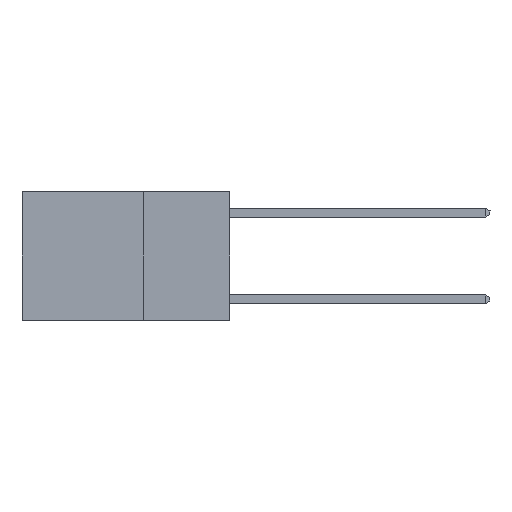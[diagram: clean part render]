
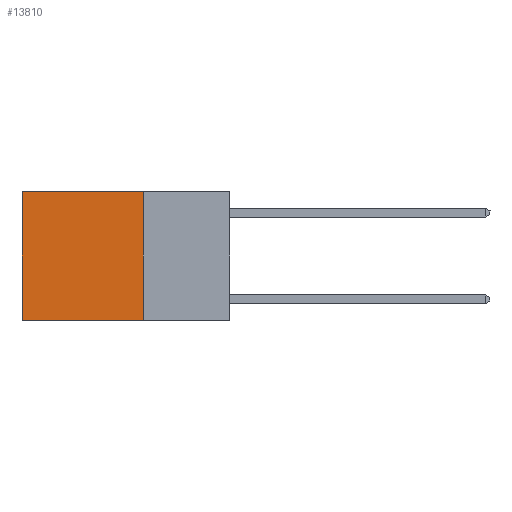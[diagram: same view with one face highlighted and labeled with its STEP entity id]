
A CAD part, left-side view. The second image highlights one B-rep face of the part: STEP entity #13810.
In plain terms, the highlighted planar face has unit normal (-1, 0, 0).
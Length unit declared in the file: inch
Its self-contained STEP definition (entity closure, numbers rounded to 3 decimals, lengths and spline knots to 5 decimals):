
#842 = PLANE ( 'NONE',  #20486 ) ;
#1036 = ORIENTED_EDGE ( 'NONE', *, *, #14861, .T. ) ;
#1194 = ORIENTED_EDGE ( 'NONE', *, *, #12221, .F. ) ;
#1275 = DIRECTION ( 'NONE',  ( 0., 0., -1. ) ) ;
#1337 = CARTESIAN_POINT ( 'NONE',  ( 0.2625, 0.25, 0. ) ) ;
#3051 = DIRECTION ( 'NONE',  ( 0., 0., -1. ) ) ;
#3325 = FACE_OUTER_BOUND ( 'NONE', #20893, .T. ) ;
#3653 = EDGE_CURVE ( 'NONE', #3757, #15120, #10640, .T. ) ;
#3757 = VERTEX_POINT ( 'NONE', #19969 ) ;
#3983 = CARTESIAN_POINT ( 'NONE',  ( 0.2625, 0.6, 0. ) ) ;
#5564 = CARTESIAN_POINT ( 'NONE',  ( 0.2625, 0.25, -0.37 ) ) ;
#6153 = VECTOR ( 'NONE', #7162, 39.37008 ) ;
#6606 = LINE ( 'NONE', #16200, #16706 ) ;
#7162 = DIRECTION ( 'NONE',  ( 0., 0., -1. ) ) ;
#7741 = ORIENTED_EDGE ( 'NONE', *, *, #3653, .F. ) ;
#7795 = VERTEX_POINT ( 'NONE', #13429 ) ;
#8091 = VECTOR ( 'NONE', #11130, 39.37008 ) ;
#10481 = LINE ( 'NONE', #10634, #6153 ) ;
#10634 = CARTESIAN_POINT ( 'NONE',  ( 0.2625, 0.6, 0. ) ) ;
#10640 = LINE ( 'NONE', #5564, #8091 ) ;
#11130 = DIRECTION ( 'NONE',  ( 0., 1., 0. ) ) ;
#11559 = VECTOR ( 'NONE', #18103, 39.37008 ) ;
#12221 = EDGE_CURVE ( 'NONE', #7795, #3757, #6606, .T. ) ;
#13279 = VERTEX_POINT ( 'NONE', #3983 ) ;
#13429 = CARTESIAN_POINT ( 'NONE',  ( 0.2625, 0.25, 0. ) ) ;
#13637 = CARTESIAN_POINT ( 'NONE',  ( 0.2625, 0.6, -0.37 ) ) ;
#13810 = ADVANCED_FACE ( 'NONE', ( #3325 ), #842, .F. ) ;
#14861 = EDGE_CURVE ( 'NONE', #13279, #15120, #10481, .T. ) ;
#15120 = VERTEX_POINT ( 'NONE', #13637 ) ;
#16200 = CARTESIAN_POINT ( 'NONE',  ( 0.2625, 0.25, 0. ) ) ;
#16236 = DIRECTION ( 'NONE',  ( 1., 0., 0. ) ) ;
#16706 = VECTOR ( 'NONE', #1275, 39.37008 ) ;
#17048 = EDGE_CURVE ( 'NONE', #7795, #13279, #23637, .T. ) ;
#17750 = CARTESIAN_POINT ( 'NONE',  ( 0.2625, 0.25, 0. ) ) ;
#18103 = DIRECTION ( 'NONE',  ( 0., 1., 0. ) ) ;
#19361 = ORIENTED_EDGE ( 'NONE', *, *, #17048, .T. ) ;
#19969 = CARTESIAN_POINT ( 'NONE',  ( 0.2625, 0.25, -0.37 ) ) ;
#20486 = AXIS2_PLACEMENT_3D ( 'NONE', #17750, #16236, #3051 ) ;
#20893 = EDGE_LOOP ( 'NONE', ( #1036, #7741, #1194, #19361 ) ) ;
#23637 = LINE ( 'NONE', #1337, #11559 ) ;
